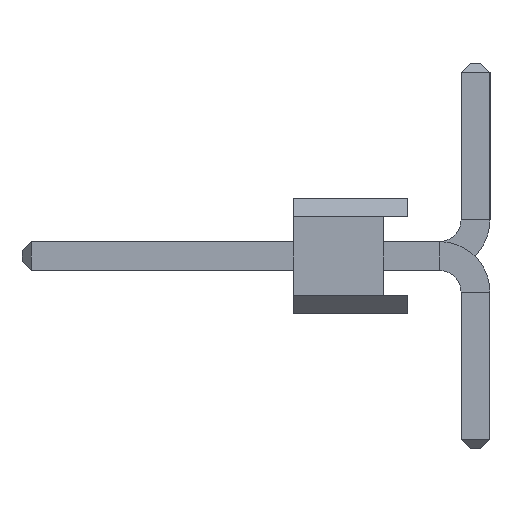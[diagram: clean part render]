
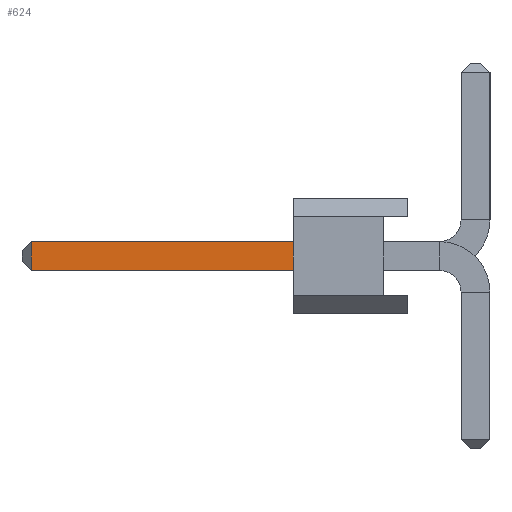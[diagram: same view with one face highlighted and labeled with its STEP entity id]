
A CAD part, left-side view. The second image highlights one B-rep face of the part: STEP entity #624.
In plain terms, the highlighted planar face has unit normal (-1, 0, 0).
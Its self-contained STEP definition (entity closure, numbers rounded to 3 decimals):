
#16 = LINE ( 'NONE', #1700, #1306 ) ;
#24 = EDGE_CURVE ( 'NONE', #1816, #881, #117, .T. ) ;
#33 = DIRECTION ( 'NONE',  ( 0., 0., 1. ) ) ;
#56 = VERTEX_POINT ( 'NONE', #249 ) ;
#117 = LINE ( 'NONE', #825, #1745 ) ;
#249 = CARTESIAN_POINT ( 'NONE',  ( -0.32, 8.34, -0.32 ) ) ;
#259 = CARTESIAN_POINT ( 'NONE',  ( -0.32, 8.34, 0.32 ) ) ;
#345 = EDGE_CURVE ( 'NONE', #881, #56, #16, .T. ) ;
#431 = ORIENTED_EDGE ( 'NONE', *, *, #1821, .F. ) ;
#433 = ORIENTED_EDGE ( 'NONE', *, *, #524, .F. ) ;
#524 = EDGE_CURVE ( 'NONE', #1886, #56, #1684, .T. ) ;
#550 = AXIS2_PLACEMENT_3D ( 'NONE', #959, #1259, #33 ) ;
#624 = ADVANCED_FACE ( 'NONE', ( #1400 ), #1582, .T. ) ;
#740 = CARTESIAN_POINT ( 'NONE',  ( -0.32, 2.54, 0.32 ) ) ;
#759 = CARTESIAN_POINT ( 'NONE',  ( -0.32, 2.54, -0.32 ) ) ;
#825 = CARTESIAN_POINT ( 'NONE',  ( -0.32, -0.7, 0.32 ) ) ;
#881 = VERTEX_POINT ( 'NONE', #259 ) ;
#959 = CARTESIAN_POINT ( 'NONE',  ( -0.32, -0.7, -0.32 ) ) ;
#968 = CARTESIAN_POINT ( 'NONE',  ( -0.32, -0.7, -0.32 ) ) ;
#977 = DIRECTION ( 'NONE',  ( 0., 1., 0. ) ) ;
#992 = EDGE_LOOP ( 'NONE', ( #1770, #1604, #433, #431 ) ) ;
#1172 = VECTOR ( 'NONE', #1265, 1000. ) ;
#1259 = DIRECTION ( 'NONE',  ( -1., 0., 0. ) ) ;
#1265 = DIRECTION ( 'NONE',  ( 0., 0., -1. ) ) ;
#1306 = VECTOR ( 'NONE', #1709, 1000. ) ;
#1400 = FACE_OUTER_BOUND ( 'NONE', #992, .T. ) ;
#1431 = DIRECTION ( 'NONE',  ( 0., 1., 0. ) ) ;
#1469 = LINE ( 'NONE', #1549, #1172 ) ;
#1486 = VECTOR ( 'NONE', #1431, 1000. ) ;
#1549 = CARTESIAN_POINT ( 'NONE',  ( -0.32, 2.54, 0. ) ) ;
#1582 = PLANE ( 'NONE',  #550 ) ;
#1604 = ORIENTED_EDGE ( 'NONE', *, *, #345, .T. ) ;
#1684 = LINE ( 'NONE', #968, #1486 ) ;
#1700 = CARTESIAN_POINT ( 'NONE',  ( -0.32, 8.34, -0.32 ) ) ;
#1709 = DIRECTION ( 'NONE',  ( 0., 0., -1. ) ) ;
#1745 = VECTOR ( 'NONE', #977, 1000. ) ;
#1770 = ORIENTED_EDGE ( 'NONE', *, *, #24, .T. ) ;
#1816 = VERTEX_POINT ( 'NONE', #740 ) ;
#1821 = EDGE_CURVE ( 'NONE', #1816, #1886, #1469, .T. ) ;
#1886 = VERTEX_POINT ( 'NONE', #759 ) ;
